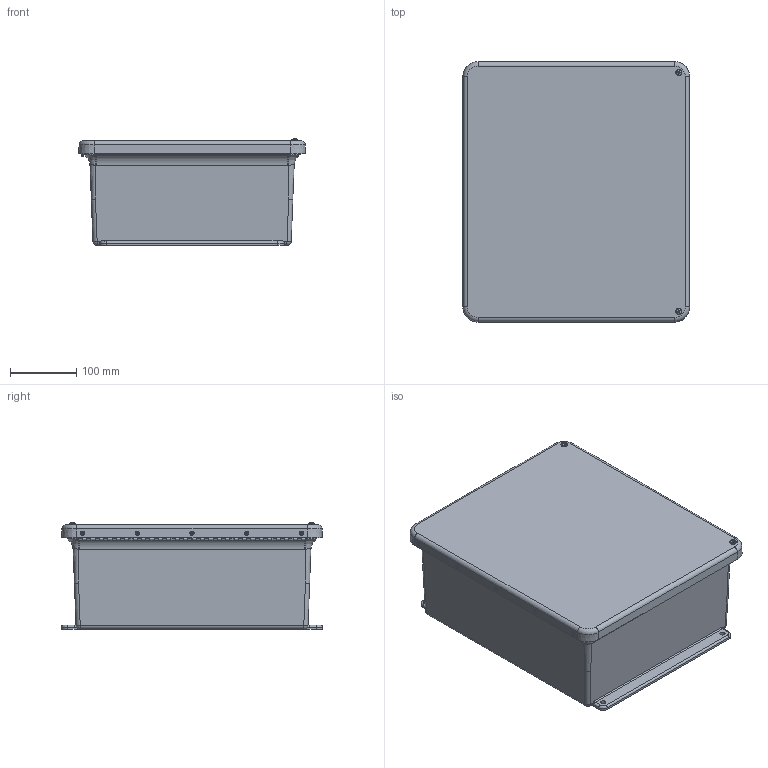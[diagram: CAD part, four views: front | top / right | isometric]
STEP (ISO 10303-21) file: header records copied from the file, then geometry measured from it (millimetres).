
FILE_DESCRIPTION(/* description */ (''),/* implementation_level */ '2;1');
FILE_NAME(/* name */ 'HW-J141206CHSC.stp',/* time_stamp */ '2014-03-17T09:51:48-05:00',/* author */ ('pmescher'),/* organization */ (''),/* preprocessor_version */ 'ST-DEVELOPER v15.2',/* originating_system */ 'Autodesk Inventor 2014',/* authorisation */ '');
FILE_SCHEMA (('AUTOMOTIVE_DESIGN { 1 0 10303 214 3 1 1 }'));
Length unit declared in the file: inch
Products named in the file (18): J1412HW_1; RMINS45821P_191; RMINS45821P_192; RMINS45821P_193; RMINS45821P_194; RMINS45821P_195; RMINS45821P_196; J1412BHW; RMHINGCOV13; RMHINGPIN13; RMHINGBOX13; RMHING13; J1412HWCVR; GASKET_1412; WP1412HWU; RMSC10X063PHCPH; RMRIV43; J1412HW_STP
Bounding box: 342.99 x 393.7 x 161.13 mm (x, y, z)
Volume: 1851305 mm3; surface area: 1013168.6 mm2
Topology: 24 solids, 24 shells, 866 faces, 2188 edges, 1397 vertices
Faces by surface type: cylinder 338, plane 317, cone 131, torus 40, bspline 32, sphere 8
Full cylindrical faces by diameter (mm): 2.159 x55, 3.175 x10, 3.327 x10, 3.556 x10, 3.683 x2, 3.861 x8, 3.962 x7, 3.967 x40, 4.826 x40, 5.537 x4, 6.35 x10, 6.858 x6
Entity records: 22368 total; most frequent: CARTESIAN_POINT 5045, DIRECTION 3722, ORIENTED_EDGE 3144, EDGE_CURVE 1572, AXIS2_PLACEMENT_3D 1456, VERTEX_POINT 1112, EDGE_LOOP 1086, LINE 810
